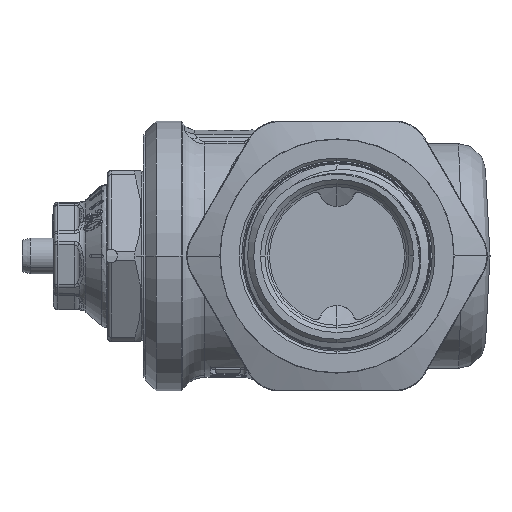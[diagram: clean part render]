
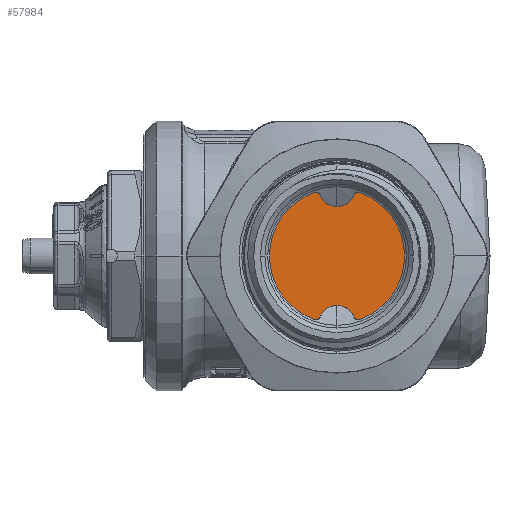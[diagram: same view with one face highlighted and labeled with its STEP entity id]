
A CAD part, left-side view. The second image highlights one B-rep face of the part: STEP entity #57984.
In plain terms, the highlighted planar face has unit normal (-1, 0, 0).
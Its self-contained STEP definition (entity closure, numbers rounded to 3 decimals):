
#21349=CARTESIAN_POINT('',(-21.5,0.,0.));
#21350=DIRECTION('',(1.,0.,0.));
#21351=DIRECTION('',(0.,1.,0.));
#21352=AXIS2_PLACEMENT_3D('',#21349,#21350,#21351);
#21362=CARTESIAN_POINT('',(-21.5,0.,0.));
#21363=DIRECTION('',(1.,0.,0.));
#21364=DIRECTION('',(0.,-1.,0.));
#21365=AXIS2_PLACEMENT_3D('',#21362,#21363,#21364);
#24782=CARTESIAN_POINT('',(-21.5,9.,0.));
#24783=CARTESIAN_POINT('',(-21.5,-9.,0.));
#24784=VERTEX_POINT('',#24782);
#24785=VERTEX_POINT('',#24783);
#57974=CARTESIAN_POINT('',(-21.5,0.,0.));
#57975=DIRECTION('',(-1.,0.,0.));
#57976=DIRECTION('',(0.,-1.,0.));
#57977=AXIS2_PLACEMENT_3D('',#57974,#57975,#57976);
#57978=PLANE('',#57977);
#57979=ORIENTED_EDGE('',*,*,#57964,.T.);
#57981=ORIENTED_EDGE('',*,*,#57980,.T.);
#57982=EDGE_LOOP('',(#57979,#57981));
#57983=FACE_OUTER_BOUND('',#57982,.F.);
#57984=ADVANCED_FACE('',(#57983),#57978,.T.);
#21353=CIRCLE('',#21352,9.);
#21366=CIRCLE('',#21365,9.);
#57964=EDGE_CURVE('',#24784,#24785,#21353,.T.);
#57980=EDGE_CURVE('',#24785,#24784,#21366,.T.);
